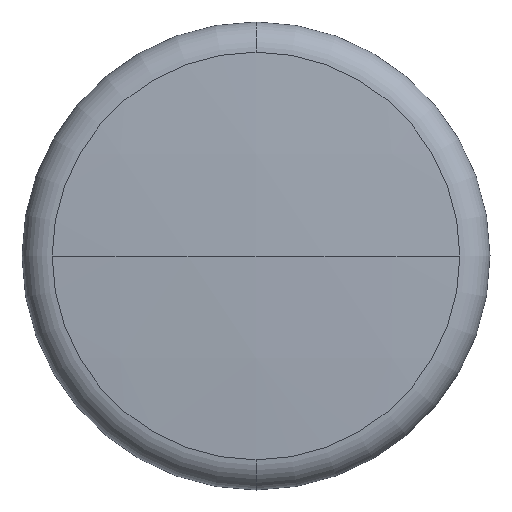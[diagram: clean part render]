
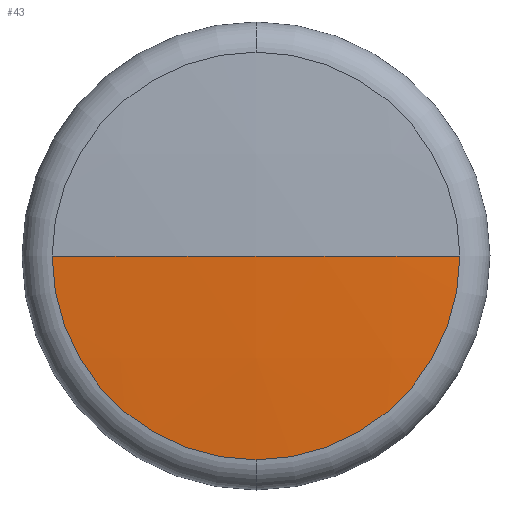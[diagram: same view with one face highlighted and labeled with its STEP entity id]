
A CAD part, front view. The second image highlights one B-rep face of the part: STEP entity #43.
In plain terms, the highlighted spherical face has radius 162.516 mm.
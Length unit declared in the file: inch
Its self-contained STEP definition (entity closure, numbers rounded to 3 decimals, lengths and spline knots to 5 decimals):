
#2 = VERTEX_POINT ( 'NONE', #312 ) ;
#20 = DIRECTION ( 'NONE',  ( 1., 0., 0. ) ) ;
#22 = CIRCLE ( 'NONE', #382, 0.44032 ) ;
#24 = ORIENTED_EDGE ( 'NONE', *, *, #129, .F. ) ;
#29 = DIRECTION ( 'NONE',  ( 0., 0., 1. ) ) ;
#31 = CIRCLE ( 'NONE', #392, 6.39826 ) ;
#35 = ORIENTED_EDGE ( 'NONE', *, *, #79, .F. ) ;
#43 = ADVANCED_FACE ( 'NONE', ( #76 ), #314, .T. ) ;
#50 = CARTESIAN_POINT ( 'NONE',  ( 0., 6.39826, 0. ) ) ;
#58 = ORIENTED_EDGE ( 'NONE', *, *, #187, .T. ) ;
#69 = DIRECTION ( 'NONE',  ( 0., 0., -1. ) ) ;
#76 = FACE_OUTER_BOUND ( 'NONE', #418, .T. ) ;
#79 = EDGE_CURVE ( 'NONE', #2, #396, #401, .T. ) ;
#92 = DIRECTION ( 'NONE',  ( 0., 0., 1. ) ) ;
#105 = CARTESIAN_POINT ( 'NONE',  ( 0., 0., 0. ) ) ;
#126 = DIRECTION ( 'NONE',  ( 1., 0., 0. ) ) ;
#129 = EDGE_CURVE ( 'NONE', #352, #2, #31, .T. ) ;
#155 = EDGE_CURVE ( 'NONE', #396, #406, #22, .T. ) ;
#162 = AXIS2_PLACEMENT_3D ( 'NONE', #254, #69, #288 ) ;
#180 = AXIS2_PLACEMENT_3D ( 'NONE', #378, #354, #346 ) ;
#187 = EDGE_CURVE ( 'NONE', #352, #406, #263, .T. ) ;
#200 = DIRECTION ( 'NONE',  ( 0., 1., 0. ) ) ;
#212 = CARTESIAN_POINT ( 'NONE',  ( -0.44032, 0.01517, 0. ) ) ;
#254 = CARTESIAN_POINT ( 'NONE',  ( 0., 6.39826, 0. ) ) ;
#263 = CIRCLE ( 'NONE', #162, 6.39826 ) ;
#264 = CARTESIAN_POINT ( 'NONE',  ( 0., 0.01517, -0.44032 ) ) ;
#274 = CARTESIAN_POINT ( 'NONE',  ( 0., 6.39826, 0. ) ) ;
#275 = AXIS2_PLACEMENT_3D ( 'NONE', #274, #349, #126 ) ;
#288 = DIRECTION ( 'NONE',  ( -1., 0., 0. ) ) ;
#312 = CARTESIAN_POINT ( 'NONE',  ( 0.44032, 0.01517, 0. ) ) ;
#314 = SPHERICAL_SURFACE ( 'NONE', #275, 6.39826 ) ;
#322 = CARTESIAN_POINT ( 'NONE',  ( 0., 0.01517, 0. ) ) ;
#346 = DIRECTION ( 'NONE',  ( 0., 0., 1. ) ) ;
#349 = DIRECTION ( 'NONE',  ( 0., 0., -1. ) ) ;
#352 = VERTEX_POINT ( 'NONE', #105 ) ;
#354 = DIRECTION ( 'NONE',  ( 0., 1., 0. ) ) ;
#378 = CARTESIAN_POINT ( 'NONE',  ( 0., 0.01517, 0. ) ) ;
#382 = AXIS2_PLACEMENT_3D ( 'NONE', #322, #200, #92 ) ;
#392 = AXIS2_PLACEMENT_3D ( 'NONE', #50, #29, #20 ) ;
#396 = VERTEX_POINT ( 'NONE', #264 ) ;
#401 = CIRCLE ( 'NONE', #180, 0.44032 ) ;
#406 = VERTEX_POINT ( 'NONE', #212 ) ;
#418 = EDGE_LOOP ( 'NONE', ( #24, #58, #419, #35 ) ) ;
#419 = ORIENTED_EDGE ( 'NONE', *, *, #155, .F. ) ;
